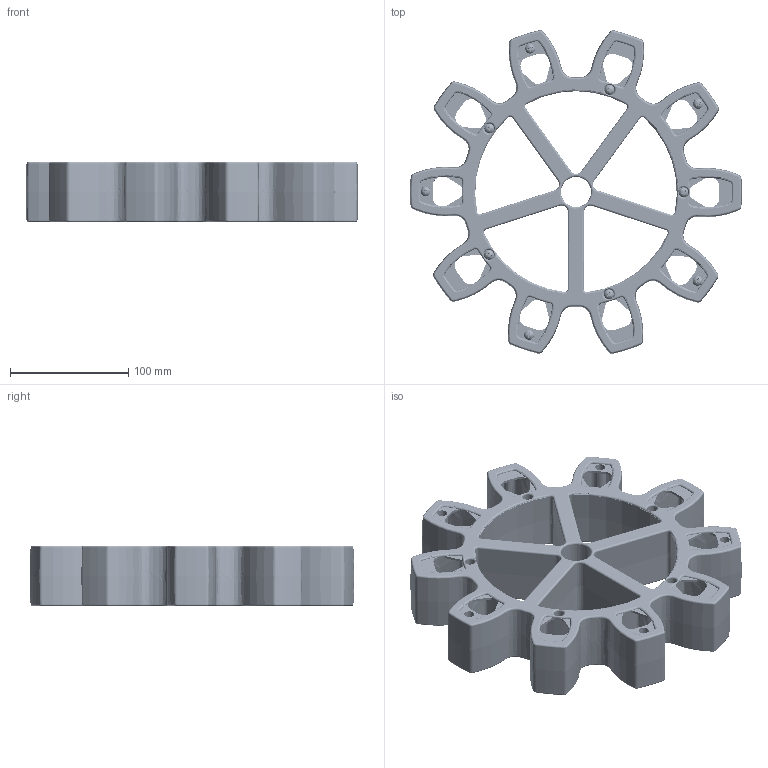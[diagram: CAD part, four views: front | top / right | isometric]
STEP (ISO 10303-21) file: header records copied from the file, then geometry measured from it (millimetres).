
FILE_DESCRIPTION(/* description */ (''),/* implementation_level */ '2;1');
FILE_NAME(/* name */ 'am-3302.iam.step',/* time_stamp */ '2017-01-04T15:03:08-08:00',/* author */ ('Autodesk Inc.'),/* organization */ ('Autodesk Inc.'),/* preprocessor_version */ 'ST-DEVELOPER v16.5',/* originating_system */ 'Autodesk Inventor 2017',/* authorisation */ '');
FILE_SCHEMA (('AUTOMOTIVE_DESIGN { 1 0 10303 214 3 1 1 }'));
Length unit declared in the file: inch
Products named in the file (3): am-3302; ip-3302 10T gear; am-1291 screw_90190A196
Assembly tree (22 placements, depth 2):
  am-3302
    ip-3302 10T gear  x2
    am-1291 screw_90190A196  x20
Bounding box: 280.2 x 273.39 x 50.8 mm (x, y, z)
Volume: 519139.2 mm3; surface area: 487046.7 mm2
Topology: 22 solids, 22 shells, 3648 faces, 9920 edges, 6496 vertices
Faces by surface type: cone 1344, plane 1036, bspline 592, torus 390, cylinder 266, sphere 20
Full cylindrical faces by diameter (mm): 0.254 x20, 3.429 x10, 3.48 x10, 4.318 x20, 7.366 x20, 8.382 x20, 25.4 x2
Entity records: 48399 total; most frequent: CARTESIAN_POINT 12569, DIRECTION 8215, ORIENTED_EDGE 7330, EDGE_CURVE 3665, AXIS2_PLACEMENT_3D 3553, VERTEX_POINT 2419, CIRCLE 2140, EDGE_LOOP 1548
